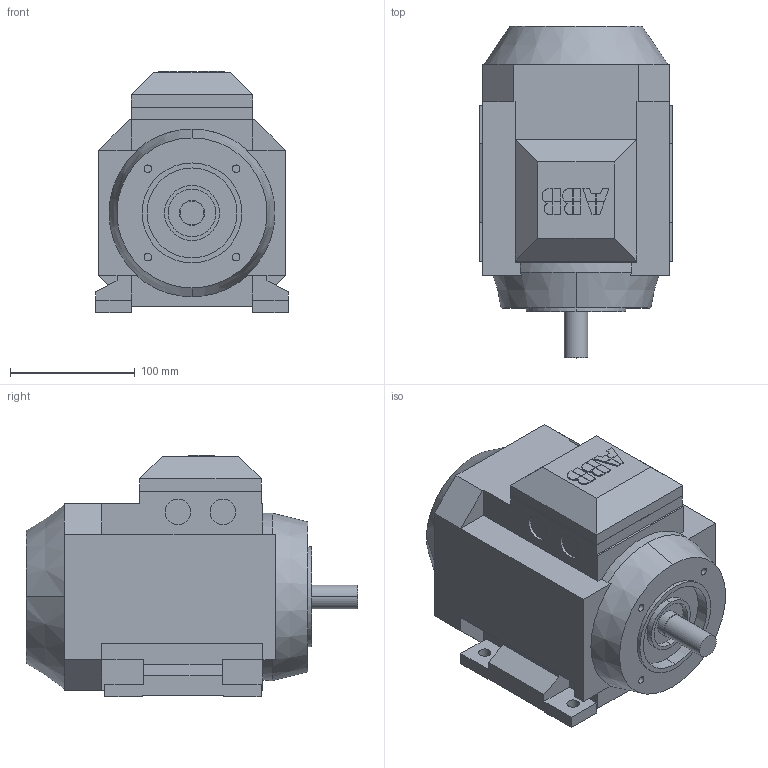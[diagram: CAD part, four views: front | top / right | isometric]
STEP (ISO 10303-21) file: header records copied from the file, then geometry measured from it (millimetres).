
FILE_DESCRIPTION(/* description */ (''),/* implementation_level */ '2;1');
FILE_NAME(/* name */ 'M3AA IE2 80 B34.stp',/* time_stamp */ '2015-06-30T08:54:21+02:00',/* author */ (''),/* organization */ (''),/* preprocessor_version */ 'ST-DEVELOPER v14',/* originating_system */ 'SIEMENS PLM Software NX 8.0',/* authorisation */ '');
FILE_SCHEMA (('AUTOMOTIVE_DESIGN { 1 0 10303 214 3 1 1 1 }'));
Length unit declared in the file: millimetre
Products named in the file (1): M3AA IE2 80 B34_igs
Bounding box: 154 x 265.5 x 193.5 mm (x, y, z)
Volume: 4423259.2 mm3; surface area: 191450 mm2
Topology: 1 solids, 1 shells, 204 faces, 512 edges, 338 vertices
Faces by surface type: plane 152, cylinder 38, bspline 10, cone 4
Entity records: 6128 total; most frequent: CARTESIAN_POINT 1183, ORIENTED_EDGE 1024, DIRECTION 964, EDGE_CURVE 512, LINE 402, VECTOR 402, VERTEX_POINT 338, AXIS2_PLACEMENT_3D 281
